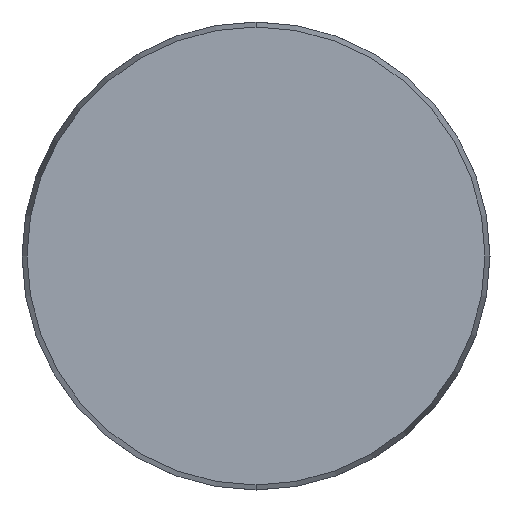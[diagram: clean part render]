
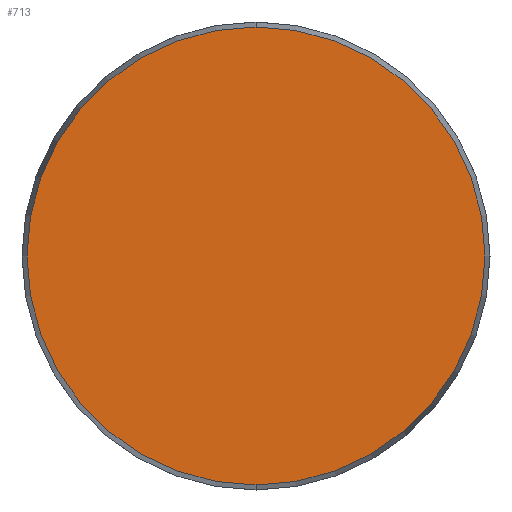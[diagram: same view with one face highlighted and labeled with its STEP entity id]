
A CAD part, front view. The second image highlights one B-rep face of the part: STEP entity #713.
In plain terms, the highlighted planar face has unit normal (0, -1, 0).
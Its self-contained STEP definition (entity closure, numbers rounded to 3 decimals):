
#21 = EDGE_CURVE ( 'NONE', #158, #950, #137, .T. ) ;
#59 = CARTESIAN_POINT ( 'NONE',  ( 0., 0., 0. ) ) ;
#65 = DIRECTION ( 'NONE',  ( 0., 0., -1. ) ) ;
#98 = ORIENTED_EDGE ( 'NONE', *, *, #21, .T. ) ;
#137 = CIRCLE ( 'NONE', #475, 39.143 ) ;
#152 = AXIS2_PLACEMENT_3D ( 'NONE', #59, #236, #65 ) ;
#158 = VERTEX_POINT ( 'NONE', #598 ) ;
#169 = CARTESIAN_POINT ( 'NONE',  ( 0., 0., 0. ) ) ;
#171 = CIRCLE ( 'NONE', #152, 39.143 ) ;
#205 = FACE_OUTER_BOUND ( 'NONE', #954, .T. ) ;
#236 = DIRECTION ( 'NONE',  ( 0., -1., 0. ) ) ;
#336 = EDGE_CURVE ( 'NONE', #950, #158, #171, .T. ) ;
#342 = ORIENTED_EDGE ( 'NONE', *, *, #336, .T. ) ;
#359 = CARTESIAN_POINT ( 'NONE',  ( -39.143, 0., 0. ) ) ;
#380 = PLANE ( 'NONE',  #759 ) ;
#452 = DIRECTION ( 'NONE',  ( 0., 1., 0. ) ) ;
#475 = AXIS2_PLACEMENT_3D ( 'NONE', #169, #653, #970 ) ;
#514 = DIRECTION ( 'NONE',  ( 0., 0., 1. ) ) ;
#598 = CARTESIAN_POINT ( 'NONE',  ( 0., 0., 39.143 ) ) ;
#653 = DIRECTION ( 'NONE',  ( 0., -1., 0. ) ) ;
#713 = ADVANCED_FACE ( 'NONE', ( #205 ), #380, .F. ) ;
#759 = AXIS2_PLACEMENT_3D ( 'NONE', #359, #452, #514 ) ;
#797 = CARTESIAN_POINT ( 'NONE',  ( 0., 0., -39.143 ) ) ;
#950 = VERTEX_POINT ( 'NONE', #797 ) ;
#954 = EDGE_LOOP ( 'NONE', ( #98, #342 ) ) ;
#970 = DIRECTION ( 'NONE',  ( 0., 0., -1. ) ) ;
